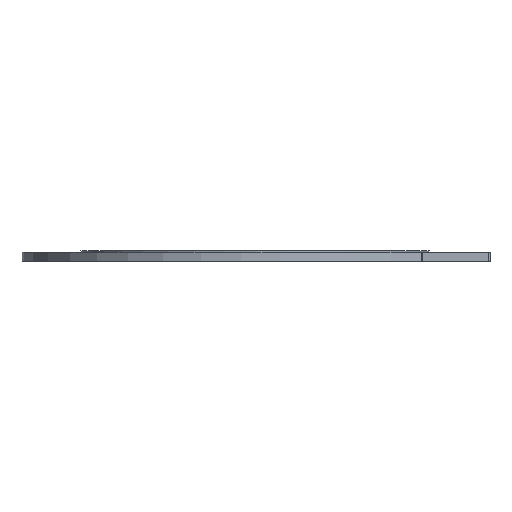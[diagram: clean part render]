
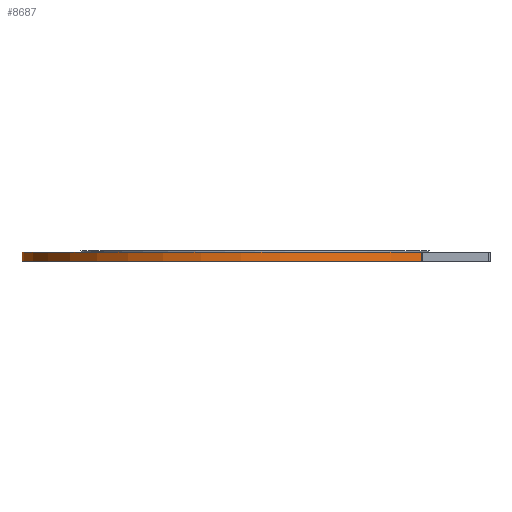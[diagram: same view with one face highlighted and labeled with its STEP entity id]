
A CAD part, left-side view. The second image highlights one B-rep face of the part: STEP entity #8687.
In plain terms, the highlighted cylindrical face has radius 300 mm (diameter 600 mm), a partial arc.
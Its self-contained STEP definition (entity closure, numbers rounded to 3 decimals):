
#32 = PLANE('',#33);
#33 = AXIS2_PLACEMENT_3D('',#34,#35,#36);
#34 = CARTESIAN_POINT('',(6.618,-40.215,0.));
#35 = DIRECTION('',(-0.,-0.,-1.));
#36 = DIRECTION('',(-1.,0.,0.));
#766 = EDGE_CURVE('',#767,#769,#771,.T.);
#767 = VERTEX_POINT('',#768);
#768 = CARTESIAN_POINT('',(210.596,-213.657,0.));
#769 = VERTEX_POINT('',#770);
#770 = CARTESIAN_POINT('',(300.,0.,0.));
#771 = SURFACE_CURVE('',#772,(#777,#788),.PCURVE_S1.);
#772 = CIRCLE('',#773,300.);
#773 = AXIS2_PLACEMENT_3D('',#774,#775,#776);
#774 = CARTESIAN_POINT('',(0.,0.,0.));
#775 = DIRECTION('',(0.,0.,1.));
#776 = DIRECTION('',(1.,0.,0.));
#777 = PCURVE('',#32,#778);
#778 = DEFINITIONAL_REPRESENTATION('',(#779),#787);
#779 = ( BOUNDED_CURVE() B_SPLINE_CURVE(2,(#780,#781,#782,#783,#784,#785
,#786),.UNSPECIFIED.,.T.,.F.) B_SPLINE_CURVE_WITH_KNOTS((1,2,2,2,2,1),(
    -2.094,0.,2.094,4.189,6.283,
8.378),.UNSPECIFIED.) CURVE() GEOMETRIC_REPRESENTATION_ITEM() 
RATIONAL_B_SPLINE_CURVE((1.,0.5,1.,0.5,1.,0.5,1.)) REPRESENTATION_ITEM(
  '') );
#780 = CARTESIAN_POINT('',(-293.382,40.215));
#781 = CARTESIAN_POINT('',(-293.382,559.831));
#782 = CARTESIAN_POINT('',(156.618,300.023));
#783 = CARTESIAN_POINT('',(606.618,40.215));
#784 = CARTESIAN_POINT('',(156.618,-219.592));
#785 = CARTESIAN_POINT('',(-293.382,-479.4));
#786 = CARTESIAN_POINT('',(-293.382,40.215));
#787 = ( GEOMETRIC_REPRESENTATION_CONTEXT(2) 
PARAMETRIC_REPRESENTATION_CONTEXT() REPRESENTATION_CONTEXT('2D SPACE',''
  ) );
#788 = PCURVE('',#789,#794);
#789 = CYLINDRICAL_SURFACE('',#790,300.);
#790 = AXIS2_PLACEMENT_3D('',#791,#792,#793);
#791 = CARTESIAN_POINT('',(0.,0.,0.));
#792 = DIRECTION('',(-0.,-0.,-1.));
#793 = DIRECTION('',(1.,0.,0.));
#794 = DEFINITIONAL_REPRESENTATION('',(#795),#799);
#795 = LINE('',#796,#797);
#796 = CARTESIAN_POINT('',(6.283,-0.));
#797 = VECTOR('',#798,1.);
#798 = DIRECTION('',(-1.,0.));
#799 = ( GEOMETRIC_REPRESENTATION_CONTEXT(2) 
PARAMETRIC_REPRESENTATION_CONTEXT() REPRESENTATION_CONTEXT('2D SPACE',''
  ) );
#822 = CYLINDRICAL_SURFACE('',#823,2.);
#823 = AXIS2_PLACEMENT_3D('',#824,#825,#826);
#824 = CARTESIAN_POINT('',(212.,-215.081,12.));
#825 = DIRECTION('',(-0.,-0.,-1.));
#826 = DIRECTION('',(-0.702,0.712,0.));
#985 = VERTEX_POINT('',#986);
#986 = CARTESIAN_POINT('',(-210.596,-213.657,0.));
#1005 = CYLINDRICAL_SURFACE('',#1006,2.);
#1006 = AXIS2_PLACEMENT_3D('',#1007,#1008,#1009);
#1007 = CARTESIAN_POINT('',(-212.,-215.081,12.));
#1008 = DIRECTION('',(-0.,-0.,-1.));
#1009 = DIRECTION('',(1.,0.,0.));
#1017 = EDGE_CURVE('',#769,#985,#1018,.T.);
#1018 = SURFACE_CURVE('',#1019,(#1024,#1035),.PCURVE_S1.);
#1019 = CIRCLE('',#1020,300.);
#1020 = AXIS2_PLACEMENT_3D('',#1021,#1022,#1023);
#1021 = CARTESIAN_POINT('',(0.,0.,0.));
#1022 = DIRECTION('',(0.,0.,1.));
#1023 = DIRECTION('',(1.,0.,0.));
#1024 = PCURVE('',#32,#1025);
#1025 = DEFINITIONAL_REPRESENTATION('',(#1026),#1034);
#1026 = ( BOUNDED_CURVE() B_SPLINE_CURVE(2,(#1027,#1028,#1029,#1030,
#1031,#1032,#1033),.UNSPECIFIED.,.T.,.F.) B_SPLINE_CURVE_WITH_KNOTS((1,2
    ,2,2,2,1),(-2.094,0.,2.094,4.189,
6.283,8.378),.UNSPECIFIED.) CURVE() 
GEOMETRIC_REPRESENTATION_ITEM() RATIONAL_B_SPLINE_CURVE((1.,0.5,1.,0.5,
1.,0.5,1.)) REPRESENTATION_ITEM('') );
#1027 = CARTESIAN_POINT('',(-293.382,40.215));
#1028 = CARTESIAN_POINT('',(-293.382,559.831));
#1029 = CARTESIAN_POINT('',(156.618,300.023));
#1030 = CARTESIAN_POINT('',(606.618,40.215));
#1031 = CARTESIAN_POINT('',(156.618,-219.592));
#1032 = CARTESIAN_POINT('',(-293.382,-479.4));
#1033 = CARTESIAN_POINT('',(-293.382,40.215));
#1034 = ( GEOMETRIC_REPRESENTATION_CONTEXT(2) 
PARAMETRIC_REPRESENTATION_CONTEXT() REPRESENTATION_CONTEXT('2D SPACE',''
  ) );
#1035 = PCURVE('',#789,#1036);
#1036 = DEFINITIONAL_REPRESENTATION('',(#1037),#1041);
#1037 = LINE('',#1038,#1039);
#1038 = CARTESIAN_POINT('',(-0.,0.));
#1039 = VECTOR('',#1040,1.);
#1040 = DIRECTION('',(-1.,0.));
#1041 = ( GEOMETRIC_REPRESENTATION_CONTEXT(2) 
PARAMETRIC_REPRESENTATION_CONTEXT() REPRESENTATION_CONTEXT('2D SPACE',''
  ) );
#8687 = ADVANCED_FACE('',(#8688),#789,.T.);
#8688 = FACE_BOUND('',#8689,.F.);
#8689 = EDGE_LOOP('',(#8690,#8721,#8745,#8766,#8767,#8768));
#8690 = ORIENTED_EDGE('',*,*,#8691,.T.);
#8691 = EDGE_CURVE('',#8692,#8694,#8696,.T.);
#8692 = VERTEX_POINT('',#8693);
#8693 = CARTESIAN_POINT('',(210.596,-213.657,12.));
#8694 = VERTEX_POINT('',#8695);
#8695 = CARTESIAN_POINT('',(300.,0.,12.));
#8696 = SURFACE_CURVE('',#8697,(#8702,#8709),.PCURVE_S1.);
#8697 = CIRCLE('',#8698,300.);
#8698 = AXIS2_PLACEMENT_3D('',#8699,#8700,#8701);
#8699 = CARTESIAN_POINT('',(0.,0.,12.));
#8700 = DIRECTION('',(0.,0.,1.));
#8701 = DIRECTION('',(1.,0.,0.));
#8702 = PCURVE('',#789,#8703);
#8703 = DEFINITIONAL_REPRESENTATION('',(#8704),#8708);
#8704 = LINE('',#8705,#8706);
#8705 = CARTESIAN_POINT('',(6.283,-12.));
#8706 = VECTOR('',#8707,1.);
#8707 = DIRECTION('',(-1.,0.));
#8708 = ( GEOMETRIC_REPRESENTATION_CONTEXT(2) 
PARAMETRIC_REPRESENTATION_CONTEXT() REPRESENTATION_CONTEXT('2D SPACE',''
  ) );
#8709 = PCURVE('',#8710,#8715);
#8710 = PLANE('',#8711);
#8711 = AXIS2_PLACEMENT_3D('',#8712,#8713,#8714);
#8712 = CARTESIAN_POINT('',(6.618,-40.215,12.));
#8713 = DIRECTION('',(0.,0.,1.));
#8714 = DIRECTION('',(0.,1.,0.));
#8715 = DEFINITIONAL_REPRESENTATION('',(#8716),#8720);
#8716 = CIRCLE('',#8717,300.);
#8717 = AXIS2_PLACEMENT_2D('',#8718,#8719);
#8718 = CARTESIAN_POINT('',(40.215,6.618));
#8719 = DIRECTION('',(0.,-1.));
#8720 = ( GEOMETRIC_REPRESENTATION_CONTEXT(2) 
PARAMETRIC_REPRESENTATION_CONTEXT() REPRESENTATION_CONTEXT('2D SPACE',''
  ) );
#8721 = ORIENTED_EDGE('',*,*,#8722,.T.);
#8722 = EDGE_CURVE('',#8694,#8723,#8725,.T.);
#8723 = VERTEX_POINT('',#8724);
#8724 = CARTESIAN_POINT('',(-210.596,-213.657,12.));
#8725 = SURFACE_CURVE('',#8726,(#8731,#8738),.PCURVE_S1.);
#8726 = CIRCLE('',#8727,300.);
#8727 = AXIS2_PLACEMENT_3D('',#8728,#8729,#8730);
#8728 = CARTESIAN_POINT('',(0.,0.,12.));
#8729 = DIRECTION('',(0.,0.,1.));
#8730 = DIRECTION('',(1.,0.,0.));
#8731 = PCURVE('',#789,#8732);
#8732 = DEFINITIONAL_REPRESENTATION('',(#8733),#8737);
#8733 = LINE('',#8734,#8735);
#8734 = CARTESIAN_POINT('',(-0.,-12.));
#8735 = VECTOR('',#8736,1.);
#8736 = DIRECTION('',(-1.,0.));
#8737 = ( GEOMETRIC_REPRESENTATION_CONTEXT(2) 
PARAMETRIC_REPRESENTATION_CONTEXT() REPRESENTATION_CONTEXT('2D SPACE',''
  ) );
#8738 = PCURVE('',#8710,#8739);
#8739 = DEFINITIONAL_REPRESENTATION('',(#8740),#8744);
#8740 = CIRCLE('',#8741,300.);
#8741 = AXIS2_PLACEMENT_2D('',#8742,#8743);
#8742 = CARTESIAN_POINT('',(40.215,6.618));
#8743 = DIRECTION('',(0.,-1.));
#8744 = ( GEOMETRIC_REPRESENTATION_CONTEXT(2) 
PARAMETRIC_REPRESENTATION_CONTEXT() REPRESENTATION_CONTEXT('2D SPACE',''
  ) );
#8745 = ORIENTED_EDGE('',*,*,#8746,.T.);
#8746 = EDGE_CURVE('',#8723,#985,#8747,.T.);
#8747 = SURFACE_CURVE('',#8748,(#8752,#8759),.PCURVE_S1.);
#8748 = LINE('',#8749,#8750);
#8749 = CARTESIAN_POINT('',(-210.596,-213.657,12.));
#8750 = VECTOR('',#8751,1.);
#8751 = DIRECTION('',(-0.,-0.,-1.));
#8752 = PCURVE('',#789,#8753);
#8753 = DEFINITIONAL_REPRESENTATION('',(#8754),#8758);
#8754 = LINE('',#8755,#8756);
#8755 = CARTESIAN_POINT('',(-3.934,-12.));
#8756 = VECTOR('',#8757,1.);
#8757 = DIRECTION('',(-0.,1.));
#8758 = ( GEOMETRIC_REPRESENTATION_CONTEXT(2) 
PARAMETRIC_REPRESENTATION_CONTEXT() REPRESENTATION_CONTEXT('2D SPACE',''
  ) );
#8759 = PCURVE('',#1005,#8760);
#8760 = DEFINITIONAL_REPRESENTATION('',(#8761),#8765);
#8761 = LINE('',#8762,#8763);
#8762 = CARTESIAN_POINT('',(-0.793,0.));
#8763 = VECTOR('',#8764,1.);
#8764 = DIRECTION('',(-0.,1.));
#8765 = ( GEOMETRIC_REPRESENTATION_CONTEXT(2) 
PARAMETRIC_REPRESENTATION_CONTEXT() REPRESENTATION_CONTEXT('2D SPACE',''
  ) );
#8766 = ORIENTED_EDGE('',*,*,#1017,.F.);
#8767 = ORIENTED_EDGE('',*,*,#766,.F.);
#8768 = ORIENTED_EDGE('',*,*,#8769,.F.);
#8769 = EDGE_CURVE('',#8692,#767,#8770,.T.);
#8770 = SURFACE_CURVE('',#8771,(#8775,#8782),.PCURVE_S1.);
#8771 = LINE('',#8772,#8773);
#8772 = CARTESIAN_POINT('',(210.596,-213.657,12.));
#8773 = VECTOR('',#8774,1.);
#8774 = DIRECTION('',(-0.,-0.,-1.));
#8775 = PCURVE('',#789,#8776);
#8776 = DEFINITIONAL_REPRESENTATION('',(#8777),#8781);
#8777 = LINE('',#8778,#8779);
#8778 = CARTESIAN_POINT('',(0.793,-12.));
#8779 = VECTOR('',#8780,1.);
#8780 = DIRECTION('',(-0.,1.));
#8781 = ( GEOMETRIC_REPRESENTATION_CONTEXT(2) 
PARAMETRIC_REPRESENTATION_CONTEXT() REPRESENTATION_CONTEXT('2D SPACE',''
  ) );
#8782 = PCURVE('',#822,#8783);
#8783 = DEFINITIONAL_REPRESENTATION('',(#8784),#8788);
#8784 = LINE('',#8785,#8786);
#8785 = CARTESIAN_POINT('',(0.,0.));
#8786 = VECTOR('',#8787,1.);
#8787 = DIRECTION('',(-0.,1.));
#8788 = ( GEOMETRIC_REPRESENTATION_CONTEXT(2) 
PARAMETRIC_REPRESENTATION_CONTEXT() REPRESENTATION_CONTEXT('2D SPACE',''
  ) );
